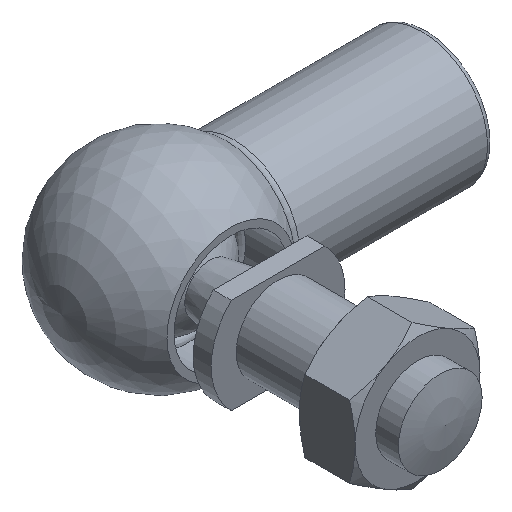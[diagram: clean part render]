
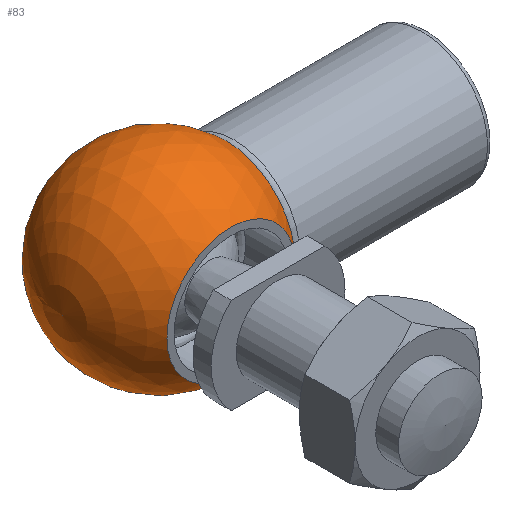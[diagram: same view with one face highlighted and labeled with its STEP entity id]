
A CAD part, isometric view. The second image highlights one B-rep face of the part: STEP entity #83.
In plain terms, the highlighted spherical face has radius 16.15 mm.
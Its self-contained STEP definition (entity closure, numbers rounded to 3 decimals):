
#83 = ADVANCED_FACE( '', ( #201, #202, #203 ), #204, .T. );
#201 = FACE_BOUND( '', #376, .T. );
#202 = FACE_OUTER_BOUND( '', #377, .T. );
#203 = FACE_BOUND( '', #378, .T. );
#204 = SPHERICAL_SURFACE( '', #379, 16.15 );
#376 = VERTEX_LOOP( '', #566 );
#377 = EDGE_LOOP( '', ( #567 ) );
#378 = EDGE_LOOP( '', ( #568 ) );
#379 = AXIS2_PLACEMENT_3D( '', #569, #570, #571 );
#566 = VERTEX_POINT( '', #890 );
#567 = ORIENTED_EDGE( '', *, *, #891, .F. );
#568 = ORIENTED_EDGE( '', *, *, #892, .T. );
#569 = CARTESIAN_POINT( '', ( 0., 0., 0. ) );
#570 = DIRECTION( '', ( 1., 0., 0. ) );
#571 = DIRECTION( '', ( 0., 1., 0. ) );
#890 = CARTESIAN_POINT( '', ( -16.15, 0., 0. ) );
#891 = EDGE_CURVE( '', #1032, #1032, #1033, .T. );
#892 = EDGE_CURVE( '', #1034, #1034, #1035, .F. );
#1032 = VERTEX_POINT( '', #1243 );
#1033 = CIRCLE( '', #1244, 11.542 );
#1034 = VERTEX_POINT( '', #1245 );
#1035 = CIRCLE( '', #1246, 10.696 );
#1243 = CARTESIAN_POINT( '', ( 11.296, 0., -11.542 ) );
#1244 = AXIS2_PLACEMENT_3D( '', #1519, #1520, #1521 );
#1245 = CARTESIAN_POINT( '', ( 0., -12.1, -10.696 ) );
#1246 = AXIS2_PLACEMENT_3D( '', #1522, #1523, #1524 );
#1519 = CARTESIAN_POINT( '', ( 11.296, 0., 0. ) );
#1520 = DIRECTION( '', ( 1., 0., 0. ) );
#1521 = DIRECTION( '', ( 0., 0., -1. ) );
#1522 = CARTESIAN_POINT( '', ( 0., -12.1, 0. ) );
#1523 = DIRECTION( '', ( 0., -1., 0. ) );
#1524 = DIRECTION( '', ( 0., 0., -1. ) );
